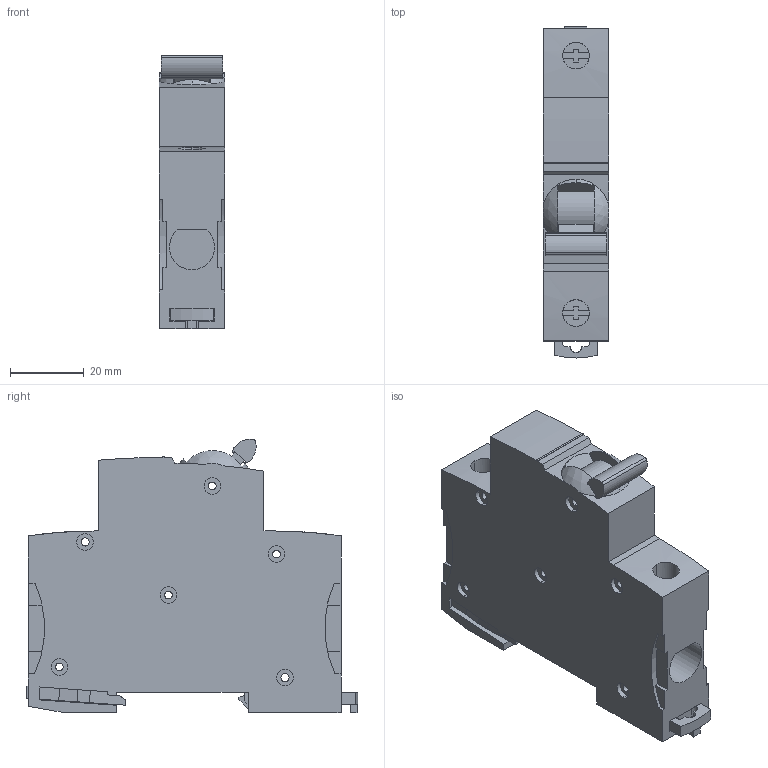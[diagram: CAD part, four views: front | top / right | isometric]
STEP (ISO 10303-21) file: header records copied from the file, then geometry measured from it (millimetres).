
FILE_DESCRIPTION((''),'2;1');
FILE_NAME('SB109135_3D-SIMPLIFIED_ASM','2012-05-29T',('mcordero'),(''),'PRO/ENGINEER BY PARAMETRIC TECHNOLOGY CORPORATION, 2006170','PRO/ENGINEER BY PARAMETRIC TECHNOLOGY CORPORATION, 2006170','');
FILE_SCHEMA(('CONFIG_CONTROL_DESIGN'));
Length unit declared in the file: millimetre
Products named in the file (8): COQUE_PRINCIPALE_1P_1_1; MANETTE_1_1_1; CLIP_2_1_1; VIS_7_2_1_1; SB100442_S_ASM_1_ASM_1_ASM; PRT0001_1; SB109135_ASM_1_ASM; SB109135_3D-SIMPLIFIED_ASM
Assembly tree (8 placements, depth 4):
  SB109135_3D-SIMPLIFIED_ASM
    SB109135_ASM_1_ASM
      SB100442_S_ASM_1_ASM_1_ASM
        COQUE_PRINCIPALE_1P_1_1
        MANETTE_1_1_1
        CLIP_2_1_1
        VIS_7_2_1_1  x2
      PRT0001_1
Bounding box: 17.7 x 90.05 x 74.13 mm (x, y, z)
Volume: 80283.1 mm3; surface area: 22549.9 mm2
Topology: 6 solids, 6 shells, 340 faces, 973 edges, 656 vertices
Faces by surface type: plane 250, cylinder 88, sphere 2
Entity records: 10986 total; most frequent: CARTESIAN_POINT 2007, ORIENTED_EDGE 1858, DIRECTION 1839, EDGE_CURVE 929, VECTOR 697, LINE 697, VERTEX_POINT 628, AXIS2_PLACEMENT_3D 571
